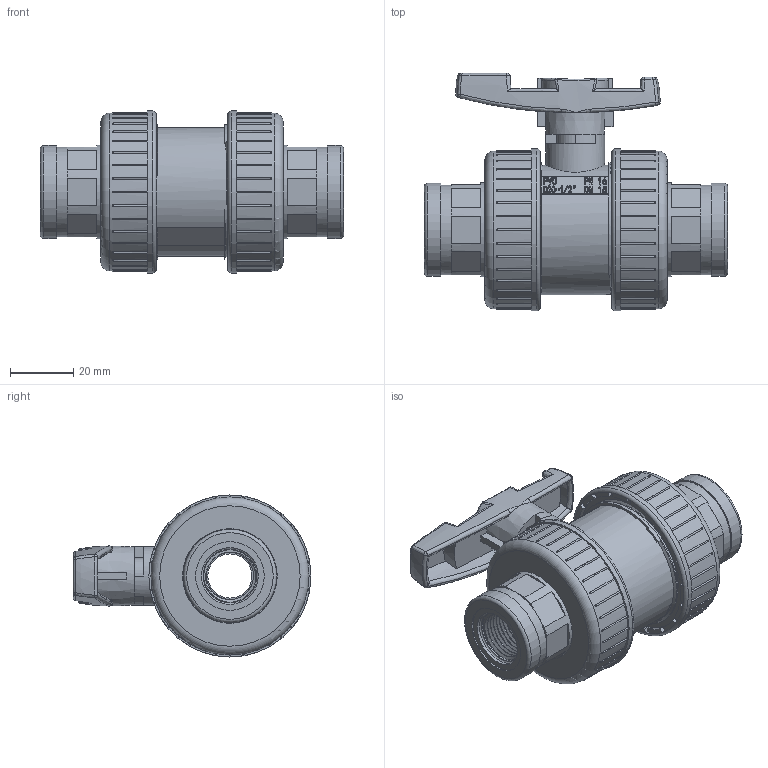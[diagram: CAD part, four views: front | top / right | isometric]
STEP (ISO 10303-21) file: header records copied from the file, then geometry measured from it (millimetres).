
FILE_DESCRIPTION(/* description */ (''),/* implementation_level */ '2;1');
FILE_NAME(/* name */ '16.stp',/* time_stamp */ '2025-12-30T08:08:11+08:00',/* author */ (''),/* organization */ (''),/* preprocessor_version */ 'ST-DEVELOPER v16.7',/* originating_system */ 'SIEMENS PLM Software NX 12.0',/* authorisation */ '');
FILE_SCHEMA (('AUTOMOTIVE_DESIGN { 1 0 10303 214 3 1 1 1 }'));
Products named in the file (1): Admi045C429322ob
Bounding box: 96.11 x 75.44 x 51.39 mm (x, y, z)
Volume: 103814.3 mm3; surface area: 66656.9 mm2
Topology: 18 solids, 18 shells, 1137 faces, 3126 edges, 2019 vertices
Faces by surface type: plane 569, cylinder 229, extrusion 116, sphere 85, bspline 68, torus 63, cone 7
Full cylindrical faces by diameter (mm): 1.147 x1, 1.53 x1, 9.293 x4, 11.48 x3, 12.027 x1, 12.573 x2, 13.667 x1, 14 x2, 16.662 x16, 18 x2, 18.661 x1, 20.773 x1, 21.32 x2, 21.8 x2, 21.867 x2, 24.709 x3, 25.147 x1, 25.693 x3, 27.661 x3, 27.88 x1, 28.5 x4, 29.5 x2, 29.8 x2, 30 x2, 30.34 x1, 30.69 x3, 32.472 x3, 33.62 x1, 35.533 x1, 36.08 x2
Entity records: 49404 total; most frequent: CARTESIAN_POINT 23140, ORIENTED_EDGE 5558, DIRECTION 4913, EDGE_CURVE 2779, VERTEX_POINT 1879, AXIS2_PLACEMENT_3D 1744, VECTOR 1425, EDGE_LOOP 1340
